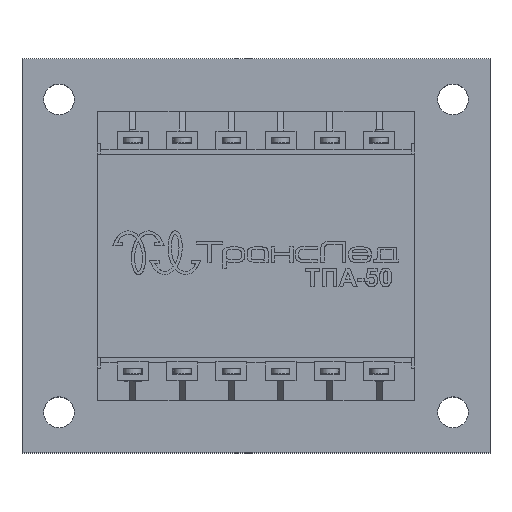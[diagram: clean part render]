
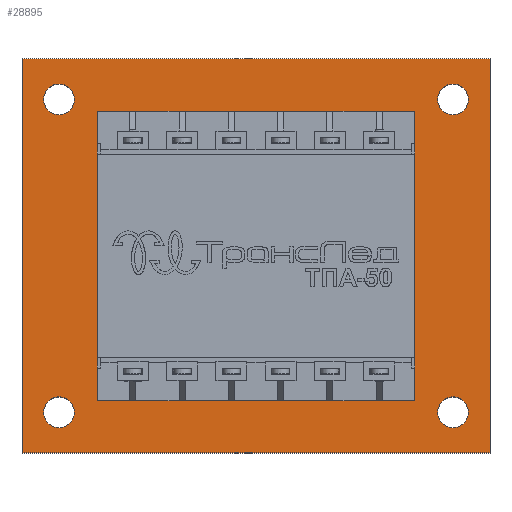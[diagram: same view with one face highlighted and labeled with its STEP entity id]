
A CAD part, top view. The second image highlights one B-rep face of the part: STEP entity #28895.
In plain terms, the highlighted planar face has unit normal (0, 0, 1).
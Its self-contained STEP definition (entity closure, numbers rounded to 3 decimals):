
#1436=FACE_BOUND('',#4154,.T.);
#1437=FACE_BOUND('',#4155,.T.);
#1438=FACE_BOUND('',#4156,.T.);
#1439=FACE_BOUND('',#4157,.T.);
#1710=CIRCLE('',#30754,2.5);
#1712=CIRCLE('',#30757,2.5);
#1714=CIRCLE('',#30760,2.5);
#1716=CIRCLE('',#30763,2.5);
#2338=FACE_OUTER_BOUND('',#4153,.T.);
#4153=EDGE_LOOP('',(#20543,#20544,#20545,#20546));
#4154=EDGE_LOOP('',(#20547));
#4155=EDGE_LOOP('',(#20548));
#4156=EDGE_LOOP('',(#20549));
#4157=EDGE_LOOP('',(#20550));
#6150=LINE('',#39852,#9355);
#6153=LINE('',#39858,#9358);
#6156=LINE('',#39864,#9361);
#6159=LINE('',#39868,#9364);
#9355=VECTOR('',#33417,10.);
#9358=VECTOR('',#33422,10.);
#9361=VECTOR('',#33427,10.);
#9364=VECTOR('',#33432,10.);
#12474=VERTEX_POINT('',#39822);
#12476=VERTEX_POINT('',#39828);
#12478=VERTEX_POINT('',#39834);
#12480=VERTEX_POINT('',#39840);
#12484=VERTEX_POINT('',#39849);
#12485=VERTEX_POINT('',#39851);
#12487=VERTEX_POINT('',#39857);
#12489=VERTEX_POINT('',#39863);
#15524=EDGE_CURVE('',#12474,#12474,#1710,.T.);
#15527=EDGE_CURVE('',#12476,#12476,#1712,.T.);
#15530=EDGE_CURVE('',#12478,#12478,#1714,.T.);
#15533=EDGE_CURVE('',#12480,#12480,#1716,.T.);
#15538=EDGE_CURVE('',#12485,#12484,#6150,.T.);
#15541=EDGE_CURVE('',#12487,#12485,#6153,.T.);
#15544=EDGE_CURVE('',#12489,#12487,#6156,.T.);
#15547=EDGE_CURVE('',#12484,#12489,#6159,.T.);
#20543=ORIENTED_EDGE('',*,*,#15547,.T.);
#20544=ORIENTED_EDGE('',*,*,#15544,.T.);
#20545=ORIENTED_EDGE('',*,*,#15541,.T.);
#20546=ORIENTED_EDGE('',*,*,#15538,.T.);
#20547=ORIENTED_EDGE('',*,*,#15533,.T.);
#20548=ORIENTED_EDGE('',*,*,#15530,.T.);
#20549=ORIENTED_EDGE('',*,*,#15527,.T.);
#20550=ORIENTED_EDGE('',*,*,#15524,.T.);
#27719=PLANE('',#30769);
#28895=ADVANCED_FACE('',(#2338,#1436,#1437,#1438,#1439),#27719,.T.);
#30754=AXIS2_PLACEMENT_3D('',#39823,#33387,#33388);
#30757=AXIS2_PLACEMENT_3D('',#39829,#33394,#33395);
#30760=AXIS2_PLACEMENT_3D('',#39835,#33401,#33402);
#30763=AXIS2_PLACEMENT_3D('',#39841,#33408,#33409);
#30769=AXIS2_PLACEMENT_3D('',#39869,#33433,#33434);
#33387=DIRECTION('center_axis',(0.,0.,-1.));
#33388=DIRECTION('ref_axis',(1.,0.,0.));
#33394=DIRECTION('center_axis',(0.,0.,-1.));
#33395=DIRECTION('ref_axis',(1.,0.,0.));
#33401=DIRECTION('center_axis',(0.,0.,-1.));
#33402=DIRECTION('ref_axis',(1.,0.,0.));
#33408=DIRECTION('center_axis',(0.,0.,-1.));
#33409=DIRECTION('ref_axis',(1.,0.,0.));
#33417=DIRECTION('',(0.,-1.,0.));
#33422=DIRECTION('',(-1.,0.,0.));
#33427=DIRECTION('',(0.,1.,0.));
#33432=DIRECTION('',(1.,0.,0.));
#33433=DIRECTION('center_axis',(0.,0.,1.));
#33434=DIRECTION('ref_axis',(1.,0.,0.));
#39822=CARTESIAN_POINT('',(29.5,-25.4,26.5));
#39823=CARTESIAN_POINT('Origin',(32.,-25.4,26.5));
#39828=CARTESIAN_POINT('',(29.5,25.4,26.5));
#39829=CARTESIAN_POINT('Origin',(32.,25.4,26.5));
#39834=CARTESIAN_POINT('',(-34.5,-25.4,26.5));
#39835=CARTESIAN_POINT('Origin',(-32.,-25.4,26.5));
#39840=CARTESIAN_POINT('',(-34.5,25.4,26.5));
#39841=CARTESIAN_POINT('Origin',(-32.,25.4,26.5));
#39849=CARTESIAN_POINT('',(-38.,-32.,26.5));
#39851=CARTESIAN_POINT('',(-38.,32.,26.5));
#39852=CARTESIAN_POINT('',(-38.,-32.,26.5));
#39857=CARTESIAN_POINT('',(38.,32.,26.5));
#39858=CARTESIAN_POINT('',(-38.,32.,26.5));
#39863=CARTESIAN_POINT('',(38.,-32.,26.5));
#39864=CARTESIAN_POINT('',(38.,32.,26.5));
#39868=CARTESIAN_POINT('',(38.,-32.,26.5));
#39869=CARTESIAN_POINT('Origin',(0.,0.,26.5));
